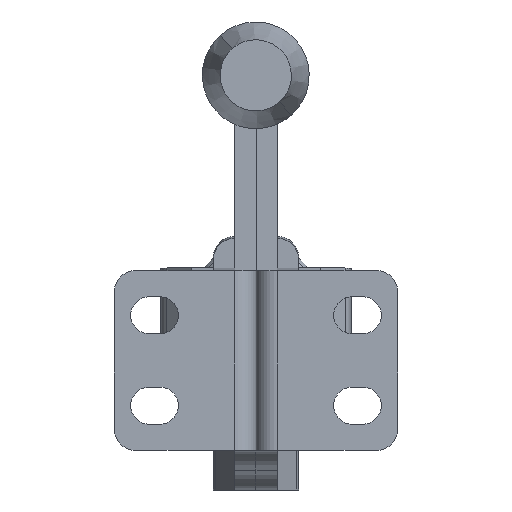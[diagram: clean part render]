
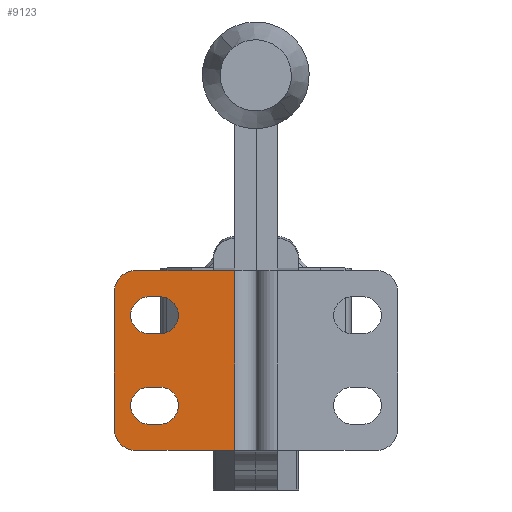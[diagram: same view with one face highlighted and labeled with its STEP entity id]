
A CAD part, front view. The second image highlights one B-rep face of the part: STEP entity #9123.
In plain terms, the highlighted planar face has unit normal (0, -1, 0).
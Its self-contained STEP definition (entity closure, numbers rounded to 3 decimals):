
#133 = LINE ( 'NONE', #24563, #8492 ) ;
#301 = VECTOR ( 'NONE', #2143, 1000. ) ;
#1550 = DIRECTION ( 'NONE',  ( 0., 1., 0. ) ) ;
#1771 = VERTEX_POINT ( 'NONE', #11859 ) ;
#1806 = DIRECTION ( 'NONE',  ( 1., 0., 0. ) ) ;
#2143 = DIRECTION ( 'NONE',  ( 1., 0., 0. ) ) ;
#2591 = LINE ( 'NONE', #17501, #31433 ) ;
#3510 = LINE ( 'NONE', #11900, #4388 ) ;
#4342 = AXIS2_PLACEMENT_3D ( 'NONE', #30631, #13891, #33419 ) ;
#4388 = VECTOR ( 'NONE', #31445, 1000. ) ;
#4461 = ORIENTED_EDGE ( 'NONE', *, *, #34807, .T. ) ;
#4640 = ORIENTED_EDGE ( 'NONE', *, *, #24791, .T. ) ;
#4739 = CARTESIAN_POINT ( 'NONE',  ( -73.003, 0., 11.844 ) ) ;
#6303 = DIRECTION ( 'NONE',  ( 0., -1., 0. ) ) ;
#6506 = AXIS2_PLACEMENT_3D ( 'NONE', #22972, #6303, #25790 ) ;
#6641 = ORIENTED_EDGE ( 'NONE', *, *, #22795, .T. ) ;
#6697 = CARTESIAN_POINT ( 'NONE',  ( -63.124, 0., 30.831 ) ) ;
#6780 = VERTEX_POINT ( 'NONE', #11980 ) ;
#6906 = CARTESIAN_POINT ( 'NONE',  ( -71.51, 0., 9.244 ) ) ;
#7581 = DIRECTION ( 'NONE',  ( 0., 0., -1. ) ) ;
#7626 = VERTEX_POINT ( 'NONE', #20066 ) ;
#7819 = CARTESIAN_POINT ( 'NONE',  ( -77.903, 0., 8.558 ) ) ;
#7922 = AXIS2_PLACEMENT_3D ( 'NONE', #18237, #1550, #21028 ) ;
#7965 = VECTOR ( 'NONE', #23358, 1000. ) ;
#8044 = EDGE_CURVE ( 'NONE', #21751, #1771, #29172, .T. ) ;
#8164 = DIRECTION ( 'NONE',  ( -1., 0., 0. ) ) ;
#8188 = FACE_OUTER_BOUND ( 'NONE', #23534, .T. ) ;
#8473 = EDGE_CURVE ( 'NONE', #19298, #14631, #13870, .T. ) ;
#8492 = VECTOR ( 'NONE', #27383, 1000. ) ;
#9058 = AXIS2_PLACEMENT_3D ( 'NONE', #12383, #31926, #15180 ) ;
#9123 = ADVANCED_FACE ( 'NONE', ( #22943, #15576, #8188 ), #34136, .T. ) ;
#9593 = ORIENTED_EDGE ( 'NONE', *, *, #9620, .T. ) ;
#9620 = EDGE_CURVE ( 'NONE', #12612, #6780, #33903, .T. ) ;
#10482 = CARTESIAN_POINT ( 'NONE',  ( -74.903, 0., 27.831 ) ) ;
#11324 = CIRCLE ( 'NONE', #9058, 2.6 ) ;
#11422 = AXIS2_PLACEMENT_3D ( 'NONE', #4739, #24217, #7581 ) ;
#11859 = CARTESIAN_POINT ( 'NONE',  ( -73.003, 0., 27.144 ) ) ;
#11900 = CARTESIAN_POINT ( 'NONE',  ( -71.51, 0., 14.444 ) ) ;
#11980 = CARTESIAN_POINT ( 'NONE',  ( -73.003, 0., 14.444 ) ) ;
#12383 = CARTESIAN_POINT ( 'NONE',  ( -71.51, 0., 11.844 ) ) ;
#12393 = DIRECTION ( 'NONE',  ( 0., 1., 0. ) ) ;
#12612 = VERTEX_POINT ( 'NONE', #18090 ) ;
#12797 = CARTESIAN_POINT ( 'NONE',  ( -73.003, 0., 21.944 ) ) ;
#13254 = CARTESIAN_POINT ( 'NONE',  ( -71.51, 0., 27.144 ) ) ;
#13287 = DIRECTION ( 'NONE',  ( 0., 0., -1. ) ) ;
#13424 = ORIENTED_EDGE ( 'NONE', *, *, #8473, .F. ) ;
#13699 = ORIENTED_EDGE ( 'NONE', *, *, #36209, .T. ) ;
#13870 = CIRCLE ( 'NONE', #7922, 3. ) ;
#13891 = DIRECTION ( 'NONE',  ( 0., 1., 0. ) ) ;
#14573 = EDGE_CURVE ( 'NONE', #24582, #18048, #25139, .T. ) ;
#14631 = VERTEX_POINT ( 'NONE', #7819 ) ;
#15180 = DIRECTION ( 'NONE',  ( 0., 0., -1. ) ) ;
#15293 = DIRECTION ( 'NONE',  ( 0., 0., -1. ) ) ;
#15576 = FACE_BOUND ( 'NONE', #27126, .T. ) ;
#15681 = VERTEX_POINT ( 'NONE', #31375 ) ;
#16106 = VECTOR ( 'NONE', #15293, 1000. ) ;
#16484 = VECTOR ( 'NONE', #1806, 1000. ) ;
#16558 = VERTEX_POINT ( 'NONE', #6906 ) ;
#16703 = VECTOR ( 'NONE', #8164, 1000. ) ;
#16950 = ORIENTED_EDGE ( 'NONE', *, *, #27116, .T. ) ;
#17203 = CARTESIAN_POINT ( 'NONE',  ( -74.903, 0., 30.831 ) ) ;
#17501 = CARTESIAN_POINT ( 'NONE',  ( -77.903, 0., 42. ) ) ;
#18048 = VERTEX_POINT ( 'NONE', #17203 ) ;
#18088 = EDGE_LOOP ( 'NONE', ( #25369, #4640, #9593, #16950 ) ) ;
#18090 = CARTESIAN_POINT ( 'NONE',  ( -73.003, 0., 9.244 ) ) ;
#18237 = CARTESIAN_POINT ( 'NONE',  ( -74.903, 0., 8.558 ) ) ;
#18492 = CARTESIAN_POINT ( 'NONE',  ( -63.124, 0., 5.558 ) ) ;
#19205 = CARTESIAN_POINT ( 'NONE',  ( -71.51, 0., 27.144 ) ) ;
#19298 = VERTEX_POINT ( 'NONE', #34864 ) ;
#20066 = CARTESIAN_POINT ( 'NONE',  ( -61.003, 0., 30.831 ) ) ;
#20294 = DIRECTION ( 'NONE',  ( 0., 0., -1. ) ) ;
#21028 = DIRECTION ( 'NONE',  ( 0., 0., -1. ) ) ;
#21261 = ORIENTED_EDGE ( 'NONE', *, *, #8044, .T. ) ;
#21751 = VERTEX_POINT ( 'NONE', #12797 ) ;
#22358 = VERTEX_POINT ( 'NONE', #27421 ) ;
#22795 = EDGE_CURVE ( 'NONE', #1771, #23665, #30043, .T. ) ;
#22943 = FACE_BOUND ( 'NONE', #18088, .T. ) ;
#22972 = CARTESIAN_POINT ( 'NONE',  ( -63.124, 0., 42. ) ) ;
#22993 = LINE ( 'NONE', #18492, #16484 ) ;
#23358 = DIRECTION ( 'NONE',  ( -1., 0., 0. ) ) ;
#23482 = LINE ( 'NONE', #23545, #16106 ) ;
#23534 = EDGE_LOOP ( 'NONE', ( #13699, #34447, #31642, #31494, #4461, #13424 ) ) ;
#23545 = CARTESIAN_POINT ( 'NONE',  ( -61.003, 0., 42. ) ) ;
#23665 = VERTEX_POINT ( 'NONE', #19205 ) ;
#24116 = EDGE_CURVE ( 'NONE', #15681, #21751, #133, .T. ) ;
#24217 = DIRECTION ( 'NONE',  ( 0., 1., 0. ) ) ;
#24563 = CARTESIAN_POINT ( 'NONE',  ( -71.51, 0., 21.944 ) ) ;
#24582 = VERTEX_POINT ( 'NONE', #34260 ) ;
#24791 = EDGE_CURVE ( 'NONE', #16558, #12612, #24978, .T. ) ;
#24978 = LINE ( 'NONE', #27640, #16703 ) ;
#25064 = EDGE_CURVE ( 'NONE', #23665, #15681, #27166, .T. ) ;
#25139 = CIRCLE ( 'NONE', #30893, 3. ) ;
#25369 = ORIENTED_EDGE ( 'NONE', *, *, #35006, .T. ) ;
#25790 = DIRECTION ( 'NONE',  ( 0., 0., -1. ) ) ;
#26027 = EDGE_CURVE ( 'NONE', #7626, #18048, #29342, .T. ) ;
#27116 = EDGE_CURVE ( 'NONE', #6780, #28433, #3510, .T. ) ;
#27126 = EDGE_LOOP ( 'NONE', ( #28964, #32064, #21261, #6641 ) ) ;
#27166 = CIRCLE ( 'NONE', #28640, 2.6 ) ;
#27383 = DIRECTION ( 'NONE',  ( -1., 0., 0. ) ) ;
#27421 = CARTESIAN_POINT ( 'NONE',  ( -61.003, 0., 5.558 ) ) ;
#27640 = CARTESIAN_POINT ( 'NONE',  ( -71.51, 0., 9.244 ) ) ;
#27649 = CARTESIAN_POINT ( 'NONE',  ( -71.51, 0., 14.444 ) ) ;
#28433 = VERTEX_POINT ( 'NONE', #27649 ) ;
#28640 = AXIS2_PLACEMENT_3D ( 'NONE', #29104, #12393, #31935 ) ;
#28964 = ORIENTED_EDGE ( 'NONE', *, *, #25064, .T. ) ;
#29104 = CARTESIAN_POINT ( 'NONE',  ( -71.51, 0., 24.544 ) ) ;
#29172 = CIRCLE ( 'NONE', #4342, 2.6 ) ;
#29342 = LINE ( 'NONE', #6697, #7965 ) ;
#30026 = DIRECTION ( 'NONE',  ( 0., 1., 0. ) ) ;
#30043 = LINE ( 'NONE', #13254, #301 ) ;
#30631 = CARTESIAN_POINT ( 'NONE',  ( -73.003, 0., 24.544 ) ) ;
#30893 = AXIS2_PLACEMENT_3D ( 'NONE', #10482, #30026, #13287 ) ;
#31375 = CARTESIAN_POINT ( 'NONE',  ( -71.51, 0., 21.944 ) ) ;
#31433 = VECTOR ( 'NONE', #20294, 1000. ) ;
#31445 = DIRECTION ( 'NONE',  ( 1., 0., 0. ) ) ;
#31494 = ORIENTED_EDGE ( 'NONE', *, *, #14573, .F. ) ;
#31642 = ORIENTED_EDGE ( 'NONE', *, *, #26027, .T. ) ;
#31926 = DIRECTION ( 'NONE',  ( 0., 1., 0. ) ) ;
#31935 = DIRECTION ( 'NONE',  ( 0., 0., 1. ) ) ;
#32064 = ORIENTED_EDGE ( 'NONE', *, *, #24116, .T. ) ;
#33419 = DIRECTION ( 'NONE',  ( 0., 0., 1. ) ) ;
#33903 = CIRCLE ( 'NONE', #11422, 2.6 ) ;
#34136 = PLANE ( 'NONE',  #6506 ) ;
#34260 = CARTESIAN_POINT ( 'NONE',  ( -77.903, 0., 27.831 ) ) ;
#34447 = ORIENTED_EDGE ( 'NONE', *, *, #35061, .F. ) ;
#34807 = EDGE_CURVE ( 'NONE', #24582, #14631, #2591, .T. ) ;
#34864 = CARTESIAN_POINT ( 'NONE',  ( -74.903, 0., 5.558 ) ) ;
#35006 = EDGE_CURVE ( 'NONE', #28433, #16558, #11324, .T. ) ;
#35061 = EDGE_CURVE ( 'NONE', #7626, #22358, #23482, .T. ) ;
#36209 = EDGE_CURVE ( 'NONE', #19298, #22358, #22993, .T. ) ;
